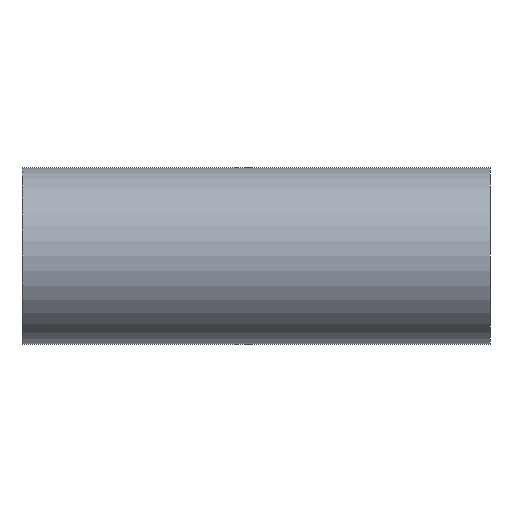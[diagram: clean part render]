
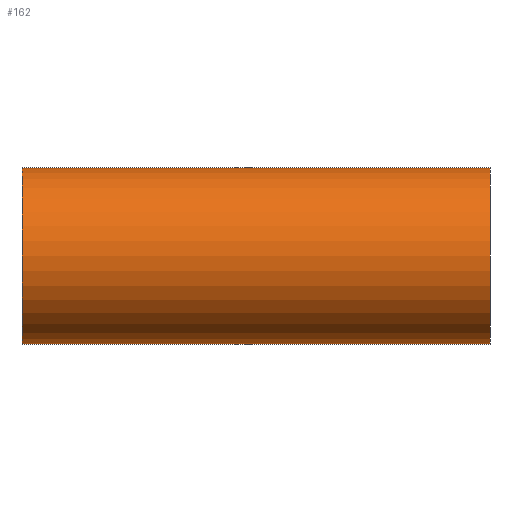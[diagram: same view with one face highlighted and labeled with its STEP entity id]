
A CAD part, left-side view. The second image highlights one B-rep face of the part: STEP entity #162.
In plain terms, the highlighted cylindrical face has radius 17 mm (diameter 34 mm), a partial arc.
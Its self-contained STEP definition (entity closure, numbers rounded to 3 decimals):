
#20 = ORIENTED_EDGE ( 'NONE', *, *, #306, .T. ) ;
#27 = DIRECTION ( 'NONE',  ( 0., -1., 0. ) ) ;
#28 = EDGE_CURVE ( 'NONE', #407, #187, #437, .T. ) ;
#30 = CARTESIAN_POINT ( 'NONE',  ( 0., 0., -17. ) ) ;
#37 = DIRECTION ( 'NONE',  ( 0., 1., 0. ) ) ;
#46 = DIRECTION ( 'NONE',  ( 0., 0., 1. ) ) ;
#52 = VECTOR ( 'NONE', #27, 1000. ) ;
#59 = CARTESIAN_POINT ( 'NONE',  ( 0., 90., 0. ) ) ;
#84 = CARTESIAN_POINT ( 'NONE',  ( 0., 90., 17. ) ) ;
#87 = CARTESIAN_POINT ( 'NONE',  ( 0., 90., 17. ) ) ;
#101 = CARTESIAN_POINT ( 'NONE',  ( 0., 0., 17. ) ) ;
#104 = LINE ( 'NONE', #87, #422 ) ;
#132 = FACE_OUTER_BOUND ( 'NONE', #346, .T. ) ;
#133 = EDGE_CURVE ( 'NONE', #401, #315, #189, .T. ) ;
#134 = DIRECTION ( 'NONE',  ( 0., 0., 1. ) ) ;
#152 = ORIENTED_EDGE ( 'NONE', *, *, #28, .F. ) ;
#161 = DIRECTION ( 'NONE',  ( 0., -1., 0. ) ) ;
#162 = ADVANCED_FACE ( 'NONE', ( #132 ), #272, .T. ) ;
#170 = ORIENTED_EDGE ( 'NONE', *, *, #171, .F. ) ;
#171 = EDGE_CURVE ( 'NONE', #187, #315, #104, .T. ) ;
#187 = VERTEX_POINT ( 'NONE', #84 ) ;
#189 = CIRCLE ( 'NONE', #217, 17. ) ;
#214 = AXIS2_PLACEMENT_3D ( 'NONE', #308, #37, #134 ) ;
#217 = AXIS2_PLACEMENT_3D ( 'NONE', #302, #265, #46 ) ;
#231 = CARTESIAN_POINT ( 'NONE',  ( 0., 90., -17. ) ) ;
#265 = DIRECTION ( 'NONE',  ( 0., 1., 0. ) ) ;
#272 = CYLINDRICAL_SURFACE ( 'NONE', #382, 17. ) ;
#302 = CARTESIAN_POINT ( 'NONE',  ( 0., 0., 0. ) ) ;
#306 = EDGE_CURVE ( 'NONE', #407, #401, #389, .T. ) ;
#308 = CARTESIAN_POINT ( 'NONE',  ( 0., 90., 0. ) ) ;
#315 = VERTEX_POINT ( 'NONE', #101 ) ;
#323 = ORIENTED_EDGE ( 'NONE', *, *, #133, .T. ) ;
#346 = EDGE_LOOP ( 'NONE', ( #170, #152, #20, #323 ) ) ;
#358 = CARTESIAN_POINT ( 'NONE',  ( 0., 90., -17. ) ) ;
#361 = DIRECTION ( 'NONE',  ( 0., -1., 0. ) ) ;
#382 = AXIS2_PLACEMENT_3D ( 'NONE', #59, #361, #391 ) ;
#389 = LINE ( 'NONE', #358, #52 ) ;
#391 = DIRECTION ( 'NONE',  ( 0., 0., -1. ) ) ;
#401 = VERTEX_POINT ( 'NONE', #30 ) ;
#407 = VERTEX_POINT ( 'NONE', #231 ) ;
#422 = VECTOR ( 'NONE', #161, 1000. ) ;
#437 = CIRCLE ( 'NONE', #214, 17. ) ;
